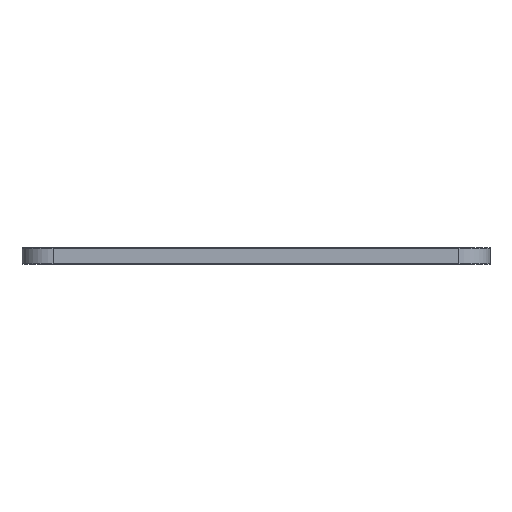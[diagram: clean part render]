
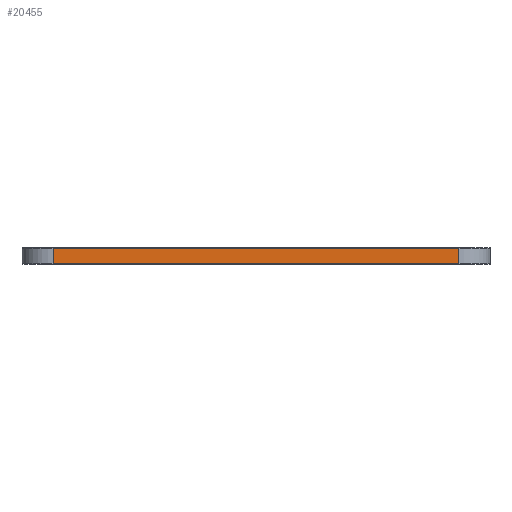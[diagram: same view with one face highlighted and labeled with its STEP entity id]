
A CAD part, left-side view. The second image highlights one B-rep face of the part: STEP entity #20455.
In plain terms, the highlighted planar face has unit normal (-1, 0, 0).
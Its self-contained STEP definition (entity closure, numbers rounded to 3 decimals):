
#19476 = VERTEX_POINT('',#19477);
#19477 = CARTESIAN_POINT('',(95.25,-72.056,0.));
#19484 = EDGE_CURVE('',#19485,#19476,#19487,.T.);
#19485 = VERTEX_POINT('',#19486);
#19486 = CARTESIAN_POINT('',(95.25,-111.3,0.));
#19487 = LINE('',#19488,#19489);
#19488 = CARTESIAN_POINT('',(95.25,-111.3,0.));
#19489 = VECTOR('',#19490,1.);
#19490 = DIRECTION('',(0.,1.,0.));
#19952 = VERTEX_POINT('',#19953);
#19953 = CARTESIAN_POINT('',(95.25,-72.056,1.51));
#19960 = EDGE_CURVE('',#19961,#19952,#19963,.T.);
#19961 = VERTEX_POINT('',#19962);
#19962 = CARTESIAN_POINT('',(95.25,-111.3,1.51));
#19963 = LINE('',#19964,#19965);
#19964 = CARTESIAN_POINT('',(95.25,-111.3,1.51));
#19965 = VECTOR('',#19966,1.);
#19966 = DIRECTION('',(0.,1.,0.));
#20425 = EDGE_CURVE('',#19476,#19952,#20426,.T.);
#20426 = LINE('',#20427,#20428);
#20427 = CARTESIAN_POINT('',(95.25,-72.056,0.));
#20428 = VECTOR('',#20429,1.);
#20429 = DIRECTION('',(0.,0.,1.));
#20455 = ADVANCED_FACE('',(#20456),#20467,.T.);
#20456 = FACE_BOUND('',#20457,.T.);
#20457 = EDGE_LOOP('',(#20458,#20464,#20465,#20466));
#20458 = ORIENTED_EDGE('',*,*,#20459,.T.);
#20459 = EDGE_CURVE('',#19485,#19961,#20460,.T.);
#20460 = LINE('',#20461,#20462);
#20461 = CARTESIAN_POINT('',(95.25,-111.3,0.));
#20462 = VECTOR('',#20463,1.);
#20463 = DIRECTION('',(0.,0.,1.));
#20464 = ORIENTED_EDGE('',*,*,#19960,.T.);
#20465 = ORIENTED_EDGE('',*,*,#20425,.F.);
#20466 = ORIENTED_EDGE('',*,*,#19484,.F.);
#20467 = PLANE('',#20468);
#20468 = AXIS2_PLACEMENT_3D('',#20469,#20470,#20471);
#20469 = CARTESIAN_POINT('',(95.25,-111.3,0.));
#20470 = DIRECTION('',(-1.,0.,0.));
#20471 = DIRECTION('',(0.,1.,0.));
